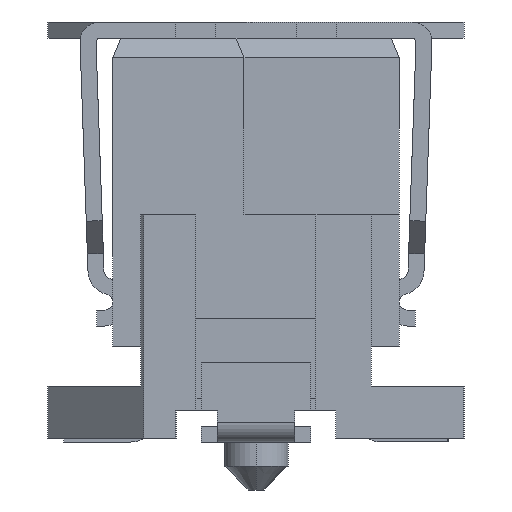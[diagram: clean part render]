
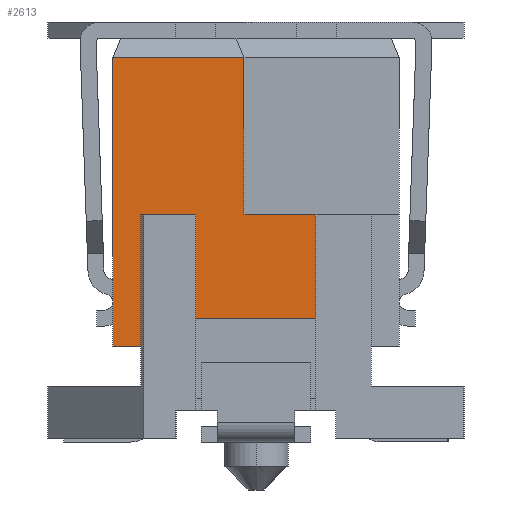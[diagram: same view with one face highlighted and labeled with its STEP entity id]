
A CAD part, left-side view. The second image highlights one B-rep face of the part: STEP entity #2613.
In plain terms, the highlighted planar face has unit normal (-1, 0, 0).
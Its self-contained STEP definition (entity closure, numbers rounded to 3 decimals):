
#2613 = ADVANCED_FACE('',(#2614),#2728,.F.);
#2614 = FACE_BOUND('',#2615,.F.);
#2615 = EDGE_LOOP('',(#2616,#2626,#2634,#2642,#2650,#2658,#2666,#2674,
    #2682,#2690,#2698,#2706,#2714,#2722));
#2616 = ORIENTED_EDGE('',*,*,#2617,.F.);
#2617 = EDGE_CURVE('',#2618,#2620,#2622,.T.);
#2618 = VERTEX_POINT('',#2619);
#2619 = CARTESIAN_POINT('',(-17.765,0.155,4.8));
#2620 = VERTEX_POINT('',#2621);
#2621 = CARTESIAN_POINT('',(-17.765,1.795,4.8));
#2622 = LINE('',#2623,#2624);
#2623 = CARTESIAN_POINT('',(-17.765,0.155,4.8));
#2624 = VECTOR('',#2625,1.);
#2625 = DIRECTION('',(0.,1.,0.));
#2626 = ORIENTED_EDGE('',*,*,#2627,.T.);
#2627 = EDGE_CURVE('',#2618,#2628,#2630,.T.);
#2628 = VERTEX_POINT('',#2629);
#2629 = CARTESIAN_POINT('',(-17.765,0.155,2.85));
#2630 = LINE('',#2631,#2632);
#2631 = CARTESIAN_POINT('',(-17.765,0.155,4.8));
#2632 = VECTOR('',#2633,1.);
#2633 = DIRECTION('',(0.,0.,-1.));
#2634 = ORIENTED_EDGE('',*,*,#2635,.T.);
#2635 = EDGE_CURVE('',#2628,#2636,#2638,.T.);
#2636 = VERTEX_POINT('',#2637);
#2637 = CARTESIAN_POINT('',(-17.765,-1.12,2.85));
#2638 = LINE('',#2639,#2640);
#2639 = CARTESIAN_POINT('',(-17.765,0.155,2.85));
#2640 = VECTOR('',#2641,1.);
#2641 = DIRECTION('',(0.,-1.,0.));
#2642 = ORIENTED_EDGE('',*,*,#2643,.T.);
#2643 = EDGE_CURVE('',#2636,#2644,#2646,.T.);
#2644 = VERTEX_POINT('',#2645);
#2645 = CARTESIAN_POINT('',(-17.765,-1.12,1.2));
#2646 = LINE('',#2647,#2648);
#2647 = CARTESIAN_POINT('',(-17.765,-1.12,2.85));
#2648 = VECTOR('',#2649,1.);
#2649 = DIRECTION('',(0.,0.,-1.));
#2650 = ORIENTED_EDGE('',*,*,#2651,.T.);
#2651 = EDGE_CURVE('',#2644,#2652,#2654,.T.);
#2652 = VERTEX_POINT('',#2653);
#2653 = CARTESIAN_POINT('',(-17.765,-1.045,1.2));
#2654 = LINE('',#2655,#2656);
#2655 = CARTESIAN_POINT('',(-17.765,-1.12,1.2));
#2656 = VECTOR('',#2657,1.);
#2657 = DIRECTION('',(0.,1.,0.));
#2658 = ORIENTED_EDGE('',*,*,#2659,.T.);
#2659 = EDGE_CURVE('',#2652,#2660,#2662,.T.);
#2660 = VERTEX_POINT('',#2661);
#2661 = CARTESIAN_POINT('',(-17.765,-1.045,1.55));
#2662 = LINE('',#2663,#2664);
#2663 = CARTESIAN_POINT('',(-17.765,-1.045,1.2));
#2664 = VECTOR('',#2665,1.);
#2665 = DIRECTION('',(0.,0.,1.));
#2666 = ORIENTED_EDGE('',*,*,#2667,.F.);
#2667 = EDGE_CURVE('',#2668,#2660,#2670,.T.);
#2668 = VERTEX_POINT('',#2669);
#2669 = CARTESIAN_POINT('',(-17.765,1.055,1.55));
#2670 = LINE('',#2671,#2672);
#2671 = CARTESIAN_POINT('',(-17.765,1.055,1.55));
#2672 = VECTOR('',#2673,1.);
#2673 = DIRECTION('',(0.,-1.,0.));
#2674 = ORIENTED_EDGE('',*,*,#2675,.F.);
#2675 = EDGE_CURVE('',#2676,#2668,#2678,.T.);
#2676 = VERTEX_POINT('',#2677);
#2677 = CARTESIAN_POINT('',(-17.765,1.055,1.2));
#2678 = LINE('',#2679,#2680);
#2679 = CARTESIAN_POINT('',(-17.765,1.055,1.2));
#2680 = VECTOR('',#2681,1.);
#2681 = DIRECTION('',(0.,0.,1.));
#2682 = ORIENTED_EDGE('',*,*,#2683,.T.);
#2683 = EDGE_CURVE('',#2676,#2684,#2686,.T.);
#2684 = VERTEX_POINT('',#2685);
#2685 = CARTESIAN_POINT('',(-17.765,1.13,1.2));
#2686 = LINE('',#2687,#2688);
#2687 = CARTESIAN_POINT('',(-17.765,1.055,1.2));
#2688 = VECTOR('',#2689,1.);
#2689 = DIRECTION('',(0.,1.,0.));
#2690 = ORIENTED_EDGE('',*,*,#2691,.F.);
#2691 = EDGE_CURVE('',#2692,#2684,#2694,.T.);
#2692 = VERTEX_POINT('',#2693);
#2693 = CARTESIAN_POINT('',(-17.765,1.13,2.85));
#2694 = LINE('',#2695,#2696);
#2695 = CARTESIAN_POINT('',(-17.765,1.13,2.85));
#2696 = VECTOR('',#2697,1.);
#2697 = DIRECTION('',(0.,0.,-1.));
#2698 = ORIENTED_EDGE('',*,*,#2699,.T.);
#2699 = EDGE_CURVE('',#2692,#2700,#2702,.T.);
#2700 = VERTEX_POINT('',#2701);
#2701 = CARTESIAN_POINT('',(-17.765,1.445,2.85));
#2702 = LINE('',#2703,#2704);
#2703 = CARTESIAN_POINT('',(-17.765,1.13,2.85));
#2704 = VECTOR('',#2705,1.);
#2705 = DIRECTION('',(0.,1.,0.));
#2706 = ORIENTED_EDGE('',*,*,#2707,.T.);
#2707 = EDGE_CURVE('',#2700,#2708,#2710,.T.);
#2708 = VERTEX_POINT('',#2709);
#2709 = CARTESIAN_POINT('',(-17.765,1.445,1.2));
#2710 = LINE('',#2711,#2712);
#2711 = CARTESIAN_POINT('',(-17.765,1.445,2.85));
#2712 = VECTOR('',#2713,1.);
#2713 = DIRECTION('',(0.,0.,-1.));
#2714 = ORIENTED_EDGE('',*,*,#2715,.F.);
#2715 = EDGE_CURVE('',#2716,#2708,#2718,.T.);
#2716 = VERTEX_POINT('',#2717);
#2717 = CARTESIAN_POINT('',(-17.765,1.795,1.2));
#2718 = LINE('',#2719,#2720);
#2719 = CARTESIAN_POINT('',(-17.765,1.795,1.2));
#2720 = VECTOR('',#2721,1.);
#2721 = DIRECTION('',(0.,-1.,0.));
#2722 = ORIENTED_EDGE('',*,*,#2723,.F.);
#2723 = EDGE_CURVE('',#2620,#2716,#2724,.T.);
#2724 = LINE('',#2725,#2726);
#2725 = CARTESIAN_POINT('',(-17.765,1.795,4.8));
#2726 = VECTOR('',#2727,1.);
#2727 = DIRECTION('',(0.,0.,-1.));
#2728 = PLANE('',#2729);
#2729 = AXIS2_PLACEMENT_3D('',#2730,#2731,#2732);
#2730 = CARTESIAN_POINT('',(-17.765,-1.785,5.05));
#2731 = DIRECTION('',(1.,0.,0.));
#2732 = DIRECTION('',(0.,1.,0.));
